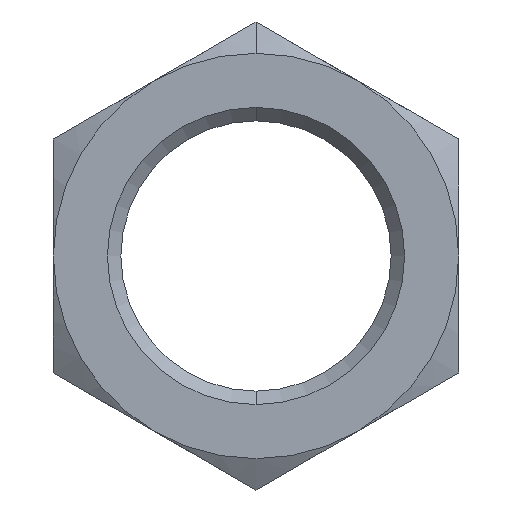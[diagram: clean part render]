
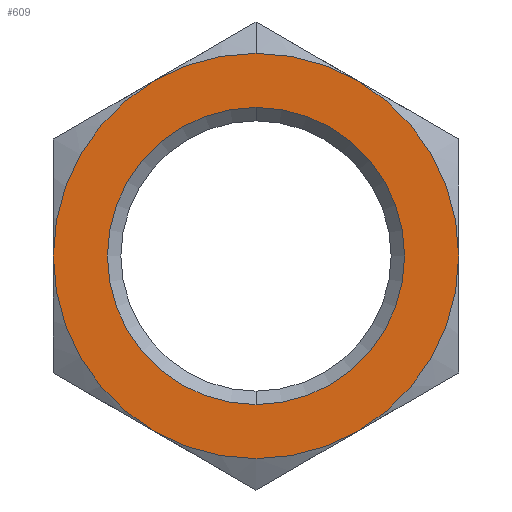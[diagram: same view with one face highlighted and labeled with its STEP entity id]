
A CAD part, front view. The second image highlights one B-rep face of the part: STEP entity #609.
In plain terms, the highlighted planar face has unit normal (0, -1, 0).
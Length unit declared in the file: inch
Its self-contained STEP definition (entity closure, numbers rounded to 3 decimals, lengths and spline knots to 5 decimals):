
#13 = FACE_BOUND ( 'NONE', #112, .T. ) ;
#23 = ORIENTED_EDGE ( 'NONE', *, *, #884, .T. ) ;
#46 = CARTESIAN_POINT ( 'NONE',  ( 0., -0.1615, 0. ) ) ;
#56 = CIRCLE ( 'NONE', #418, 0.375 ) ;
#57 = EDGE_CURVE ( 'NONE', #453, #705, #762, .T. ) ;
#62 = CARTESIAN_POINT ( 'NONE',  ( -0.1875, -0.1615, -0.32476 ) ) ;
#64 = AXIS2_PLACEMENT_3D ( 'NONE', #141, #273, #555 ) ;
#67 = ORIENTED_EDGE ( 'NONE', *, *, #726, .T. ) ;
#79 = VERTEX_POINT ( 'NONE', #62 ) ;
#94 = AXIS2_PLACEMENT_3D ( 'NONE', #611, #451, #733 ) ;
#99 = ORIENTED_EDGE ( 'NONE', *, *, #226, .T. ) ;
#112 = EDGE_LOOP ( 'NONE', ( #23, #99 ) ) ;
#141 = CARTESIAN_POINT ( 'NONE',  ( 0., -0.1615, 0. ) ) ;
#152 = EDGE_CURVE ( 'NONE', #840, #79, #619, .T. ) ;
#166 = CIRCLE ( 'NONE', #810, 0.375 ) ;
#178 = CIRCLE ( 'NONE', #786, 0.275 ) ;
#179 = CARTESIAN_POINT ( 'NONE',  ( 0., -0.1615, 0.375 ) ) ;
#182 = DIRECTION ( 'NONE',  ( 0., 0., 1. ) ) ;
#183 = CARTESIAN_POINT ( 'NONE',  ( 0., -0.1615, 0. ) ) ;
#215 = EDGE_CURVE ( 'NONE', #318, #288, #920, .T. ) ;
#220 = ORIENTED_EDGE ( 'NONE', *, *, #215, .F. ) ;
#223 = CARTESIAN_POINT ( 'NONE',  ( 0.1875, -0.1615, 0.32476 ) ) ;
#226 = EDGE_CURVE ( 'NONE', #902, #344, #178, .T. ) ;
#238 = EDGE_LOOP ( 'NONE', ( #330, #278, #67, #856, #554, #877, #220 ) ) ;
#252 = DIRECTION ( 'NONE',  ( 0., 0., 1. ) ) ;
#258 = DIRECTION ( 'NONE',  ( 0., -1., 0. ) ) ;
#273 = DIRECTION ( 'NONE',  ( 0., 1., 0. ) ) ;
#278 = ORIENTED_EDGE ( 'NONE', *, *, #57, .T. ) ;
#285 = AXIS2_PLACEMENT_3D ( 'NONE', #365, #809, #449 ) ;
#288 = VERTEX_POINT ( 'NONE', #513 ) ;
#299 = DIRECTION ( 'NONE',  ( 0., 1., 0. ) ) ;
#301 = DIRECTION ( 'NONE',  ( 0., 0., 1. ) ) ;
#304 = CARTESIAN_POINT ( 'NONE',  ( 0., -0.1615, 0. ) ) ;
#318 = VERTEX_POINT ( 'NONE', #223 ) ;
#328 = DIRECTION ( 'NONE',  ( 0., 0., 1. ) ) ;
#329 = CARTESIAN_POINT ( 'NONE',  ( 0., -0.1615, 0. ) ) ;
#330 = ORIENTED_EDGE ( 'NONE', *, *, #483, .T. ) ;
#337 = CARTESIAN_POINT ( 'NONE',  ( -0.375, -0.1615, 0. ) ) ;
#344 = VERTEX_POINT ( 'NONE', #442 ) ;
#365 = CARTESIAN_POINT ( 'NONE',  ( 0., -0.1615, 0. ) ) ;
#370 = DIRECTION ( 'NONE',  ( 0., 1., 0. ) ) ;
#384 = AXIS2_PLACEMENT_3D ( 'NONE', #183, #471, #252 ) ;
#418 = AXIS2_PLACEMENT_3D ( 'NONE', #329, #258, #753 ) ;
#442 = CARTESIAN_POINT ( 'NONE',  ( 0., -0.1615, -0.275 ) ) ;
#449 = DIRECTION ( 'NONE',  ( 0., 0., 1. ) ) ;
#451 = DIRECTION ( 'NONE',  ( 0., 1., 0. ) ) ;
#453 = VERTEX_POINT ( 'NONE', #179 ) ;
#463 = VERTEX_POINT ( 'NONE', #597 ) ;
#471 = DIRECTION ( 'NONE',  ( 0., -1., 0. ) ) ;
#473 = DIRECTION ( 'NONE',  ( 0., 0., 1. ) ) ;
#481 = CARTESIAN_POINT ( 'NONE',  ( 0., -0.1615, 0.275 ) ) ;
#483 = EDGE_CURVE ( 'NONE', #318, #453, #166, .T. ) ;
#495 = AXIS2_PLACEMENT_3D ( 'NONE', #304, #299, #803 ) ;
#513 = CARTESIAN_POINT ( 'NONE',  ( 0.375, -0.1615, 0. ) ) ;
#533 = PLANE ( 'NONE',  #94 ) ;
#545 = EDGE_CURVE ( 'NONE', #463, #288, #823, .T. ) ;
#554 = ORIENTED_EDGE ( 'NONE', *, *, #819, .T. ) ;
#555 = DIRECTION ( 'NONE',  ( 0., 0., 1. ) ) ;
#597 = CARTESIAN_POINT ( 'NONE',  ( 0.1875, -0.1615, -0.32476 ) ) ;
#609 = ADVANCED_FACE ( 'NONE', ( #13, #650 ), #533, .F. ) ;
#611 = CARTESIAN_POINT ( 'NONE',  ( 0., -0.1615, 0. ) ) ;
#619 = CIRCLE ( 'NONE', #285, 0.375 ) ;
#650 = FACE_OUTER_BOUND ( 'NONE', #238, .T. ) ;
#670 = CIRCLE ( 'NONE', #384, 0.375 ) ;
#684 = DIRECTION ( 'NONE',  ( 0., -1., 0. ) ) ;
#688 = AXIS2_PLACEMENT_3D ( 'NONE', #903, #895, #182 ) ;
#705 = VERTEX_POINT ( 'NONE', #827 ) ;
#726 = EDGE_CURVE ( 'NONE', #705, #840, #670, .T. ) ;
#733 = DIRECTION ( 'NONE',  ( 0., 0., 1. ) ) ;
#753 = DIRECTION ( 'NONE',  ( 0., 0., 1. ) ) ;
#762 = CIRCLE ( 'NONE', #896, 0.375 ) ;
#773 = DIRECTION ( 'NONE',  ( 0., -1., 0. ) ) ;
#777 = CARTESIAN_POINT ( 'NONE',  ( 0., -0.1615, 0. ) ) ;
#786 = AXIS2_PLACEMENT_3D ( 'NONE', #866, #370, #301 ) ;
#803 = DIRECTION ( 'NONE',  ( 0., 0., 1. ) ) ;
#809 = DIRECTION ( 'NONE',  ( 0., -1., 0. ) ) ;
#810 = AXIS2_PLACEMENT_3D ( 'NONE', #46, #684, #328 ) ;
#819 = EDGE_CURVE ( 'NONE', #79, #463, #56, .T. ) ;
#823 = CIRCLE ( 'NONE', #688, 0.375 ) ;
#827 = CARTESIAN_POINT ( 'NONE',  ( -0.1875, -0.1615, 0.32476 ) ) ;
#840 = VERTEX_POINT ( 'NONE', #337 ) ;
#856 = ORIENTED_EDGE ( 'NONE', *, *, #152, .T. ) ;
#866 = CARTESIAN_POINT ( 'NONE',  ( 0., -0.1615, 0. ) ) ;
#877 = ORIENTED_EDGE ( 'NONE', *, *, #545, .T. ) ;
#884 = EDGE_CURVE ( 'NONE', #344, #902, #893, .T. ) ;
#893 = CIRCLE ( 'NONE', #64, 0.275 ) ;
#895 = DIRECTION ( 'NONE',  ( 0., -1., 0. ) ) ;
#896 = AXIS2_PLACEMENT_3D ( 'NONE', #777, #773, #473 ) ;
#902 = VERTEX_POINT ( 'NONE', #481 ) ;
#903 = CARTESIAN_POINT ( 'NONE',  ( 0., -0.1615, 0. ) ) ;
#920 = CIRCLE ( 'NONE', #495, 0.375 ) ;
